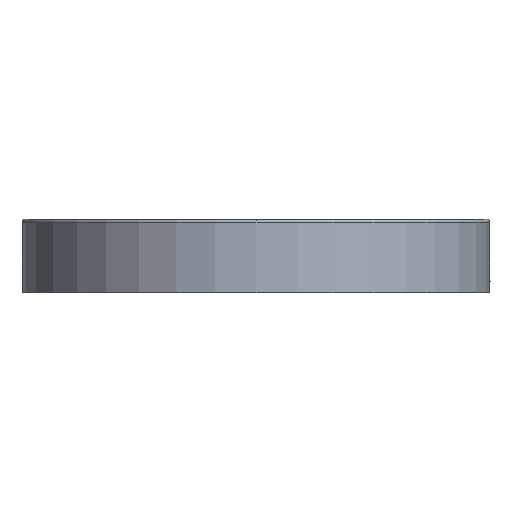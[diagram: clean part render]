
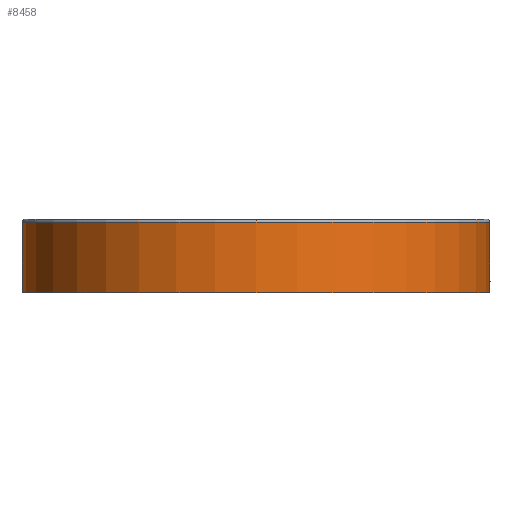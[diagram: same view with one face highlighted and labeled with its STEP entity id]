
A CAD part, left-side view. The second image highlights one B-rep face of the part: STEP entity #8458.
In plain terms, the highlighted cylindrical face has radius 7.3 mm (diameter 14.6 mm), a partial arc.
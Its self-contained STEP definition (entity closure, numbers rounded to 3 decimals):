
#262=CARTESIAN_POINT('',(-25.,0.,8.3));
#263=DIRECTION('',(0.,0.,1.));
#264=DIRECTION('',(0.,1.,0.));
#265=AXIS2_PLACEMENT_3D('',#262,#263,#264);
#1287=DIRECTION('',(0.,0.,1.));
#1288=VECTOR('',#1287,0.9);
#1289=CARTESIAN_POINT('',(-25.,-7.3,8.3));
#1290=LINE('',#1289,#1288);
#1468=DIRECTION('',(0.,0.,-1.));
#1469=VECTOR('',#1468,1.3);
#1470=CARTESIAN_POINT('',(-17.7,0.,10.5));
#1471=LINE('',#1470,#1469);
#1475=CARTESIAN_POINT('',(-25.,0.,9.2));
#1476=DIRECTION('',(0.,0.,1.));
#1477=DIRECTION('',(1.,0.,0.));
#1478=AXIS2_PLACEMENT_3D('',#1475,#1476,#1477);
#1483=CARTESIAN_POINT('',(-25.,0.,10.5));
#1484=DIRECTION('',(0.,0.,1.));
#1485=DIRECTION('',(1.,0.,0.));
#1486=AXIS2_PLACEMENT_3D('',#1483,#1484,#1485);
#1491=DIRECTION('',(0.,0.,1.));
#1492=VECTOR('',#1491,1.3);
#1493=CARTESIAN_POINT('',(-25.,-7.3,9.2));
#1494=LINE('',#1493,#1492);
#1551=CARTESIAN_POINT('',(-25.,7.3,9.2));
#1567=DIRECTION('',(0.,0.,-1.));
#1568=VECTOR('',#1567,0.9);
#1569=CARTESIAN_POINT('',(-25.,7.3,9.2));
#1570=LINE('',#1569,#1568);
#6508=CARTESIAN_POINT('',(-25.,7.3,8.3));
#6509=CARTESIAN_POINT('',(-25.,-7.3,8.3));
#6510=VERTEX_POINT('',#6508);
#6511=VERTEX_POINT('',#6509);
#7029=CARTESIAN_POINT('',(-17.7,0.,10.5));
#7030=CARTESIAN_POINT('',(-25.,-7.3,10.5));
#7031=VERTEX_POINT('',#7029);
#7032=VERTEX_POINT('',#7030);
#7035=CARTESIAN_POINT('',(-25.,-7.3,9.2));
#7036=VERTEX_POINT('',#7035);
#7039=CARTESIAN_POINT('',(-17.7,0.,9.2));
#7040=VERTEX_POINT('',#7039);
#7074=VERTEX_POINT('',#1551);
#8442=CARTESIAN_POINT('',(-25.,0.,8.3));
#8443=DIRECTION('',(0.,0.,1.));
#8444=DIRECTION('',(-1.,0.,0.));
#8445=AXIS2_PLACEMENT_3D('',#8442,#8443,#8444);
#8446=CYLINDRICAL_SURFACE('',#8445,7.3);
#8447=ORIENTED_EDGE('',*,*,#8250,.F.);
#8448=ORIENTED_EDGE('',*,*,#8437,.F.);
#8450=ORIENTED_EDGE('',*,*,#8449,.T.);
#8451=ORIENTED_EDGE('',*,*,#8433,.F.);
#8452=ORIENTED_EDGE('',*,*,#8169,.F.);
#8453=ORIENTED_EDGE('',*,*,#7362,.F.);
#8455=ORIENTED_EDGE('',*,*,#8454,.F.);
#8456=EDGE_LOOP('',(#8447,#8448,#8450,#8451,#8452,#8453,#8455));
#8457=FACE_OUTER_BOUND('',#8456,.F.);
#266=CIRCLE('',#265,7.3);
#1479=CIRCLE('',#1478,7.3);
#1487=CIRCLE('',#1486,7.3);
#7362=EDGE_CURVE('',#6510,#6511,#266,.T.);
#8169=EDGE_CURVE('',#6511,#7036,#1290,.T.);
#8250=EDGE_CURVE('',#7040,#7074,#1479,.T.);
#8433=EDGE_CURVE('',#7036,#7032,#1494,.T.);
#8437=EDGE_CURVE('',#7031,#7040,#1471,.T.);
#8449=EDGE_CURVE('',#7031,#7032,#1487,.T.);
#8454=EDGE_CURVE('',#7074,#6510,#1570,.T.);
#8458=ADVANCED_FACE('',(#8457),#8446,.T.);
